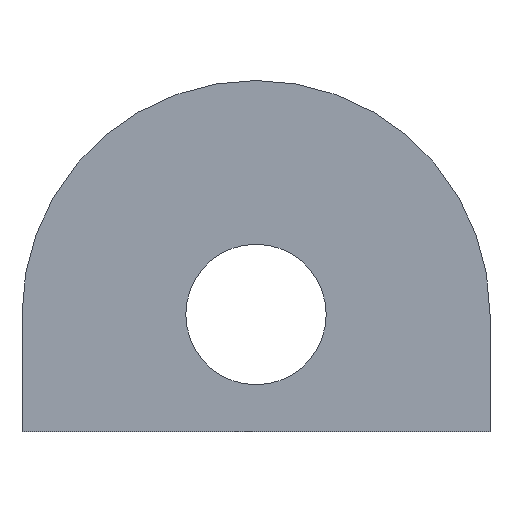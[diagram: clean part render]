
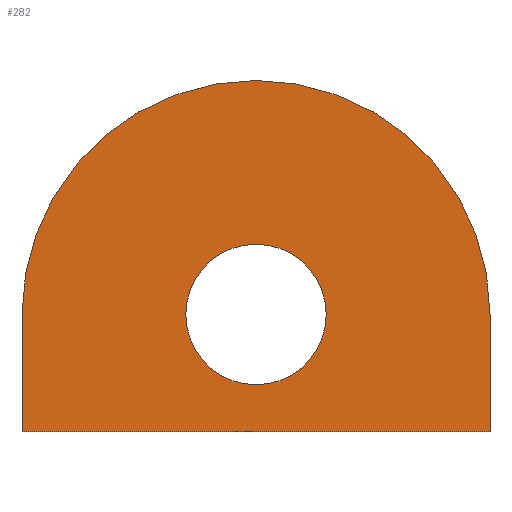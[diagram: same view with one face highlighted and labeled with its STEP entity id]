
A CAD part, front view. The second image highlights one B-rep face of the part: STEP entity #282.
In plain terms, the highlighted planar face has unit normal (0, -1, 0).
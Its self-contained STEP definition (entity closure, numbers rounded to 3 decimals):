
#17=FACE_BOUND('',#40,.T.);
#19=CIRCLE('',#312,10.);
#20=CIRCLE('',#313,3.);
#24=FACE_OUTER_BOUND('',#39,.T.);
#39=EDGE_LOOP('',(#194,#195,#196,#197));
#40=EDGE_LOOP('',(#198));
#59=LINE('',#419,#94);
#60=LINE('',#421,#95);
#61=LINE('',#422,#96);
#94=VECTOR('',#341,10.);
#95=VECTOR('',#342,10.);
#96=VECTOR('',#343,10.);
#129=VERTEX_POINT('',#415);
#130=VERTEX_POINT('',#416);
#131=VERTEX_POINT('',#418);
#132=VERTEX_POINT('',#420);
#133=VERTEX_POINT('',#423);
#155=EDGE_CURVE('',#129,#130,#19,.T.);
#156=EDGE_CURVE('',#130,#131,#59,.T.);
#157=EDGE_CURVE('',#131,#132,#60,.T.);
#158=EDGE_CURVE('',#132,#129,#61,.T.);
#159=EDGE_CURVE('',#133,#133,#20,.T.);
#194=ORIENTED_EDGE('',*,*,#155,.T.);
#195=ORIENTED_EDGE('',*,*,#156,.T.);
#196=ORIENTED_EDGE('',*,*,#157,.T.);
#197=ORIENTED_EDGE('',*,*,#158,.T.);
#198=ORIENTED_EDGE('',*,*,#159,.T.);
#269=PLANE('',#311);
#282=ADVANCED_FACE('',(#24,#17),#269,.T.);
#311=AXIS2_PLACEMENT_3D('',#414,#337,#338);
#312=AXIS2_PLACEMENT_3D('',#417,#339,#340);
#313=AXIS2_PLACEMENT_3D('',#424,#344,#345);
#337=DIRECTION('center_axis',(0.,-1.,0.));
#338=DIRECTION('ref_axis',(1.,0.,0.));
#339=DIRECTION('center_axis',(0.,-1.,0.));
#340=DIRECTION('ref_axis',(1.,0.,0.));
#341=DIRECTION('',(0.,0.,-1.));
#342=DIRECTION('',(1.,0.,0.));
#343=DIRECTION('',(0.,0.,1.));
#344=DIRECTION('center_axis',(0.,1.,0.));
#345=DIRECTION('ref_axis',(1.,0.,0.));
#414=CARTESIAN_POINT('Origin',(0.,-5.,2.5));
#415=CARTESIAN_POINT('',(10.,-5.,0.));
#416=CARTESIAN_POINT('',(-10.,-5.,0.));
#417=CARTESIAN_POINT('Origin',(0.,-5.,0.));
#418=CARTESIAN_POINT('',(-10.,-5.,-5.));
#419=CARTESIAN_POINT('',(-10.,-5.,0.));
#420=CARTESIAN_POINT('',(10.,-5.,-5.));
#421=CARTESIAN_POINT('',(10.,-5.,-5.));
#422=CARTESIAN_POINT('',(10.,-5.,-5.));
#423=CARTESIAN_POINT('',(-3.,-5.,0.));
#424=CARTESIAN_POINT('Origin',(0.,-5.,0.));
